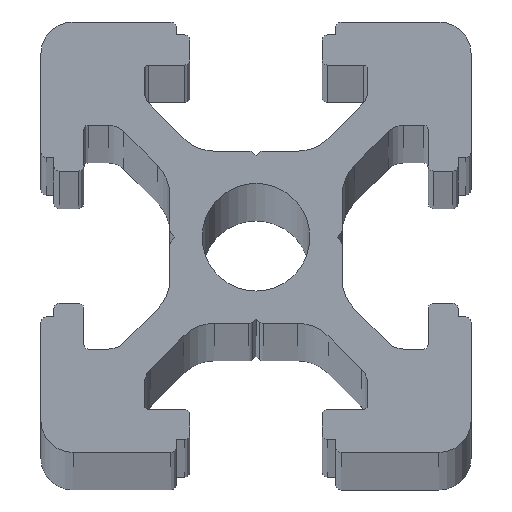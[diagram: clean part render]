
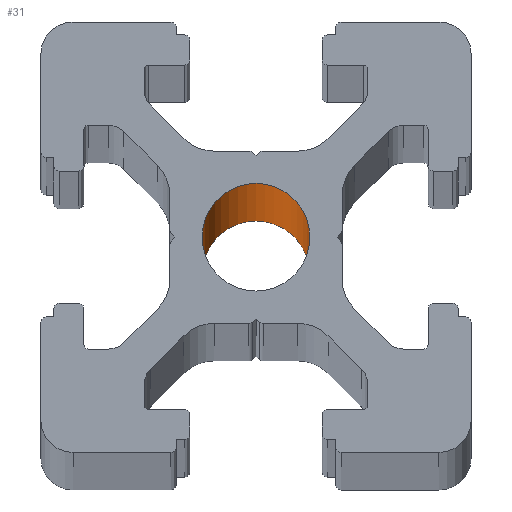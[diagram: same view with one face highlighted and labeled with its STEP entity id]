
A CAD part, top view. The second image highlights one B-rep face of the part: STEP entity #31.
In plain terms, the highlighted cylindrical face has radius 2.5 mm (diameter 5 mm), a partial arc.
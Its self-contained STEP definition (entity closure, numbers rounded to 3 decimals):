
#13 = CARTESIAN_POINT ( 'NONE',  ( 2.5, 0., 0. ) ) ;
#31 = ADVANCED_FACE ( 'NONE', ( #3248 ), #3015, .F. ) ;
#44 = EDGE_CURVE ( 'NONE', #2915, #2911, #393, .T. ) ;
#145 = CARTESIAN_POINT ( 'NONE',  ( 2.5, 0., -1000. ) ) ;
#393 = LINE ( 'NONE', #145, #3860 ) ;
#404 = VERTEX_POINT ( 'NONE', #3003 ) ;
#493 = DIRECTION ( 'NONE',  ( 0., 0., -1. ) ) ;
#518 = ORIENTED_EDGE ( 'NONE', *, *, #44, .T. ) ;
#757 = EDGE_CURVE ( 'NONE', #1343, #404, #2780, .T. ) ;
#814 = AXIS2_PLACEMENT_3D ( 'NONE', #3337, #493, #1906 ) ;
#862 = EDGE_CURVE ( 'NONE', #1343, #2915, #2431, .T. ) ;
#920 = CARTESIAN_POINT ( 'NONE',  ( 0., 0., 0. ) ) ;
#1243 = ORIENTED_EDGE ( 'NONE', *, *, #862, .T. ) ;
#1343 = VERTEX_POINT ( 'NONE', #1478 ) ;
#1456 = CARTESIAN_POINT ( 'NONE',  ( 2.5, 0., -1000. ) ) ;
#1478 = CARTESIAN_POINT ( 'NONE',  ( -2.5, 0., -1000. ) ) ;
#1528 = CIRCLE ( 'NONE', #4496, 2.5 ) ;
#1653 = EDGE_LOOP ( 'NONE', ( #2537, #1243, #518, #4576 ) ) ;
#1906 = DIRECTION ( 'NONE',  ( 1., 0., 0. ) ) ;
#2237 = CARTESIAN_POINT ( 'NONE',  ( 0., 0., -1000. ) ) ;
#2273 = AXIS2_PLACEMENT_3D ( 'NONE', #2237, #2531, #3613 ) ;
#2431 = CIRCLE ( 'NONE', #814, 2.5 ) ;
#2531 = DIRECTION ( 'NONE',  ( 0., 0., 1. ) ) ;
#2537 = ORIENTED_EDGE ( 'NONE', *, *, #757, .F. ) ;
#2780 = LINE ( 'NONE', #3967, #4425 ) ;
#2831 = DIRECTION ( 'NONE',  ( 1., 0., 0. ) ) ;
#2911 = VERTEX_POINT ( 'NONE', #13 ) ;
#2915 = VERTEX_POINT ( 'NONE', #1456 ) ;
#3003 = CARTESIAN_POINT ( 'NONE',  ( -2.5, 0., 0. ) ) ;
#3015 = CYLINDRICAL_SURFACE ( 'NONE', #2273, 2.5 ) ;
#3248 = FACE_OUTER_BOUND ( 'NONE', #1653, .T. ) ;
#3257 = DIRECTION ( 'NONE',  ( 0., 0., 1. ) ) ;
#3337 = CARTESIAN_POINT ( 'NONE',  ( 0., 0., -1000. ) ) ;
#3446 = DIRECTION ( 'NONE',  ( 0., 0., -1. ) ) ;
#3613 = DIRECTION ( 'NONE',  ( 1., 0., 0. ) ) ;
#3714 = DIRECTION ( 'NONE',  ( 0., 0., 1. ) ) ;
#3860 = VECTOR ( 'NONE', #3714, 1000. ) ;
#3967 = CARTESIAN_POINT ( 'NONE',  ( -2.5, 0., -1000. ) ) ;
#4425 = VECTOR ( 'NONE', #3257, 1000. ) ;
#4475 = EDGE_CURVE ( 'NONE', #404, #2911, #1528, .T. ) ;
#4496 = AXIS2_PLACEMENT_3D ( 'NONE', #920, #3446, #2831 ) ;
#4576 = ORIENTED_EDGE ( 'NONE', *, *, #4475, .F. ) ;
